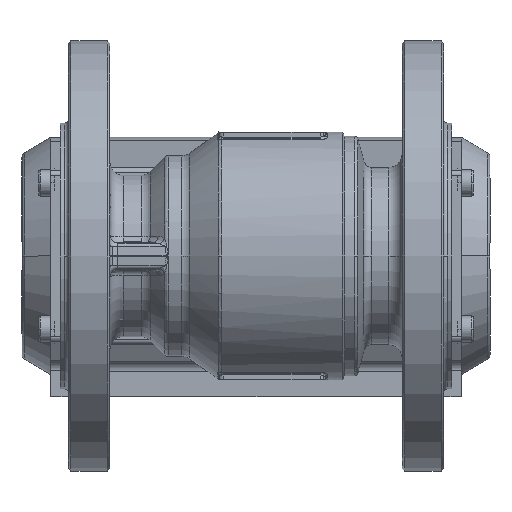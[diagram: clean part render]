
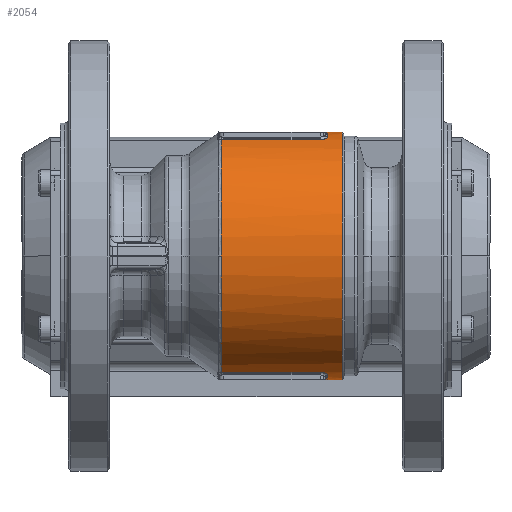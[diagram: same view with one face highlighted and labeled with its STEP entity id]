
A CAD part, front view. The second image highlights one B-rep face of the part: STEP entity #2054.
In plain terms, the highlighted cylindrical face has radius 47.5 mm (diameter 95 mm), a partial arc.
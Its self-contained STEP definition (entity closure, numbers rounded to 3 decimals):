
#2054=ADVANCED_FACE('',(#4989),#4990,.T.);
#4989=FACE_OUTER_BOUND('',#10059,.T.);
#4990=CYLINDRICAL_SURFACE('',#10060,47.5);
#10059=EDGE_LOOP('',(#16177,#16178,#16179,#16180,#16181,#16182,#16183,#16184,#16185,#16186,#16187,#16188,#16189,#16190,#16191));
#10060=AXIS2_PLACEMENT_3D('',#16192,#16193,#16194);
#16177=ORIENTED_EDGE('',*,*,#25257,.T.);
#16178=ORIENTED_EDGE('',*,*,#25987,.F.);
#16179=ORIENTED_EDGE('',*,*,#25271,.T.);
#16180=ORIENTED_EDGE('',*,*,#25887,.F.);
#16181=ORIENTED_EDGE('',*,*,#25870,.F.);
#16182=ORIENTED_EDGE('',*,*,#25874,.F.);
#16183=ORIENTED_EDGE('',*,*,#25321,.F.);
#16184=ORIENTED_EDGE('',*,*,#25880,.F.);
#16185=ORIENTED_EDGE('',*,*,#25988,.T.);
#16186=ORIENTED_EDGE('',*,*,#25255,.T.);
#16187=ORIENTED_EDGE('',*,*,#25947,.F.);
#16188=ORIENTED_EDGE('',*,*,#25286,.F.);
#16189=ORIENTED_EDGE('',*,*,#25954,.F.);
#16190=ORIENTED_EDGE('',*,*,#25957,.F.);
#16191=ORIENTED_EDGE('',*,*,#25968,.F.);
#16192=CARTESIAN_POINT('',(30.815,-1.25,0.));
#16193=DIRECTION('',(-1.0,0.0,0.0));
#16194=DIRECTION('',(0.0,0.,-1.0));
#25255=EDGE_CURVE('',#29844,#29848,#29850,.T.);
#25257=EDGE_CURVE('',#29852,#29326,#29853,.T.);
#25271=EDGE_CURVE('',#29322,#29878,#29880,.T.);
#25286=EDGE_CURVE('',#29905,#29907,#29908,.T.);
#25321=EDGE_CURVE('',#29967,#29969,#29970,.T.);
#25870=EDGE_CURVE('',#30778,#30773,#30780,.T.);
#25874=EDGE_CURVE('',#29969,#30778,#30784,.T.);
#25880=EDGE_CURVE('',#30791,#29967,#30793,.T.);
#25887=EDGE_CURVE('',#30773,#29878,#30801,.T.);
#25947=EDGE_CURVE('',#29907,#29848,#30874,.T.);
#25954=EDGE_CURVE('',#30881,#29905,#30883,.T.);
#25957=EDGE_CURVE('',#30886,#30881,#30888,.T.);
#25968=EDGE_CURVE('',#29852,#30886,#30902,.T.);
#25987=EDGE_CURVE('',#29322,#29326,#30924,.T.);
#25988=EDGE_CURVE('',#30791,#29844,#30925,.T.);
#29322=VERTEX_POINT('',#35656);
#29326=VERTEX_POINT('',#35661);
#29844=VERTEX_POINT('',#36452);
#29848=VERTEX_POINT('',#36456);
#29850=CIRCLE('',#36462,47.5);
#29852=VERTEX_POINT('',#36464);
#29853=LINE('',#36465,#36466);
#29878=VERTEX_POINT('',#36529);
#29880=LINE('',#36538,#36539);
#29905=VERTEX_POINT('',#36580);
#29907=VERTEX_POINT('',#36582);
#29908=LINE('',#36583,#36584);
#29967=VERTEX_POINT('',#36686);
#29969=VERTEX_POINT('',#36688);
#29970=LINE('',#36689,#36690);
#30773=VERTEX_POINT('',#38223);
#30778=VERTEX_POINT('',#38228);
#30780=CIRCLE('',#38230,47.5);
#30784=B_SPLINE_CURVE_WITH_KNOTS('',3,(#38238,#38239,#38240,#38241,#38242),.UNSPECIFIED.,.F.,.F.,(4,1,4),(0.,0.206,0.481),.UNSPECIFIED.);
#30791=VERTEX_POINT('',#38250);
#30793=B_SPLINE_CURVE_WITH_KNOTS('',3,(#38252,#38253,#38254,#38255),.UNSPECIFIED.,.F.,.F.,(4,4),(-0.098,0.),.UNSPECIFIED.);
#30801=B_SPLINE_CURVE_WITH_KNOTS('',3,(#38274,#38275,#38276,#38277,#38278,#38279,#38280,#38281),.UNSPECIFIED.,.F.,.F.,(4,1,1,2,4),(1.872,2.268,2.466,2.862,2.864),.UNSPECIFIED.);
#30874=B_SPLINE_CURVE_WITH_KNOTS('',3,(#38406,#38407,#38408,#38409),.UNSPECIFIED.,.F.,.F.,(4,4),(0.,0.098),.UNSPECIFIED.);
#30881=VERTEX_POINT('',#38421);
#30883=B_SPLINE_CURVE_WITH_KNOTS('',3,(#38423,#38424,#38425,#38426,#38427),.UNSPECIFIED.,.F.,.F.,(4,1,4),(0.,0.275,0.481),.UNSPECIFIED.);
#30886=VERTEX_POINT('',#38430);
#30888=CIRCLE('',#38432,47.5);
#30902=B_SPLINE_CURVE_WITH_KNOTS('',3,(#38460,#38461,#38462,#38463,#38464,#38465,#38466,#38467),.UNSPECIFIED.,.F.,.F.,(4,2,1,1,4),(-0.002,0.0,0.396,0.594,0.99),.UNSPECIFIED.);
#30924=CIRCLE('',#38497,47.5);
#30925=CIRCLE('',#38498,47.5);
#35656=CARTESIAN_POINT('',(53.634,-1.25,47.5));
#35661=CARTESIAN_POINT('',(53.634,-1.25,-47.5));
#36452=CARTESIAN_POINT('',(7.131,-48.75,0.));
#36456=CARTESIAN_POINT('',(7.131,-17.252,-44.723));
#36462=AXIS2_PLACEMENT_3D('',#46047,#46048,#46049);
#36464=CARTESIAN_POINT('',(47.1,-1.25,-47.5));
#36465=CARTESIAN_POINT('',(30.815,-1.25,-47.5));
#36466=VECTOR('',#46050,1.0);
#36529=CARTESIAN_POINT('',(47.1,-1.25,47.5));
#36538=CARTESIAN_POINT('',(30.815,-1.25,47.5));
#36539=VECTOR('',#46065,1.0);
#36580=CARTESIAN_POINT('',(45.1,-17.41,-44.667));
#36582=CARTESIAN_POINT('',(8.1,-17.41,-44.667));
#36583=CARTESIAN_POINT('',(30.815,-17.41,-44.667));
#36584=VECTOR('',#46080,37.);
#36686=CARTESIAN_POINT('',(8.1,-17.41,44.667));
#36688=CARTESIAN_POINT('',(45.1,-17.41,44.667));
#36689=CARTESIAN_POINT('',(30.815,-17.41,44.667));
#36690=VECTOR('',#46122,37.);
#38223=CARTESIAN_POINT('',(48.1,-10.846,46.521));
#38228=CARTESIAN_POINT('',(48.1,-14.472,45.623));
#38230=AXIS2_PLACEMENT_3D('',#46419,#46420,#46421);
#38238=CARTESIAN_POINT('',(45.1,-17.41,44.667));
#38239=CARTESIAN_POINT('',(45.787,-17.41,44.667));
#38240=CARTESIAN_POINT('',(47.382,-16.838,44.88));
#38241=CARTESIAN_POINT('',(48.1,-15.333,45.373));
#38242=CARTESIAN_POINT('',(48.1,-14.472,45.623));
#38250=CARTESIAN_POINT('',(7.131,-17.252,44.723));
#38252=CARTESIAN_POINT('',(7.131,-17.252,44.723));
#38253=CARTESIAN_POINT('',(7.439,-17.355,44.686));
#38254=CARTESIAN_POINT('',(7.772,-17.41,44.667));
#38255=CARTESIAN_POINT('',(8.1,-17.41,44.667));
#38274=CARTESIAN_POINT('',(48.1,-10.846,46.521));
#38275=CARTESIAN_POINT('',(48.1,-9.58,46.782));
#38276=CARTESIAN_POINT('',(47.955,-7.667,47.095));
#38277=CARTESIAN_POINT('',(47.574,-4.473,47.421));
#38278=CARTESIAN_POINT('',(47.291,-2.552,47.499));
#38279=CARTESIAN_POINT('',(47.102,-1.265,47.5));
#38280=CARTESIAN_POINT('',(47.101,-1.258,47.5));
#38281=CARTESIAN_POINT('',(47.1,-1.25,47.5));
#38406=CARTESIAN_POINT('',(8.1,-17.41,-44.667));
#38407=CARTESIAN_POINT('',(7.772,-17.41,-44.667));
#38408=CARTESIAN_POINT('',(7.439,-17.355,-44.686));
#38409=CARTESIAN_POINT('',(7.131,-17.252,-44.723));
#38421=CARTESIAN_POINT('',(48.1,-14.472,-45.623));
#38423=CARTESIAN_POINT('',(48.1,-14.472,-45.623));
#38424=CARTESIAN_POINT('',(48.1,-15.333,-45.373));
#38425=CARTESIAN_POINT('',(47.394,-16.828,-44.883));
#38426=CARTESIAN_POINT('',(45.787,-17.41,-44.667));
#38427=CARTESIAN_POINT('',(45.1,-17.41,-44.667));
#38430=CARTESIAN_POINT('',(48.1,-10.846,-46.521));
#38432=AXIS2_PLACEMENT_3D('',#46517,#46518,#46519);
#38460=CARTESIAN_POINT('',(47.1,-1.25,-47.5));
#38461=CARTESIAN_POINT('',(47.101,-1.258,-47.5));
#38462=CARTESIAN_POINT('',(47.102,-1.265,-47.5));
#38463=CARTESIAN_POINT('',(47.291,-2.552,-47.499));
#38464=CARTESIAN_POINT('',(47.574,-4.473,-47.421));
#38465=CARTESIAN_POINT('',(47.955,-7.667,-47.095));
#38466=CARTESIAN_POINT('',(48.1,-9.58,-46.782));
#38467=CARTESIAN_POINT('',(48.1,-10.846,-46.521));
#38497=AXIS2_PLACEMENT_3D('',#46547,#46548,#46549);
#38498=AXIS2_PLACEMENT_3D('',#46550,#46551,#46552);
#46047=CARTESIAN_POINT('',(7.131,-1.25,0.));
#46048=DIRECTION('',(1.0,0.0,0.0));
#46049=DIRECTION('',(0.0,0.,-1.0));
#46050=DIRECTION('',(1.0,-0.0,-0.0));
#46065=DIRECTION('',(-1.0,0.0,0.0));
#46080=DIRECTION('',(-1.0,0.0,0.0));
#46122=DIRECTION('',(1.0,0.0,0.0));
#46419=CARTESIAN_POINT('',(48.1,-1.25,0.));
#46420=DIRECTION('',(-1.0,0.0,0.0));
#46421=DIRECTION('',(0.0,-0.144,0.99));
#46517=CARTESIAN_POINT('',(48.1,-1.25,0.));
#46518=DIRECTION('',(-1.0,-0.0,0.0));
#46519=DIRECTION('',(0.0,-0.144,-0.99));
#46547=CARTESIAN_POINT('',(53.634,-1.25,0.));
#46548=DIRECTION('',(1.0,0.0,0.0));
#46549=DIRECTION('',(0.0,0.,1.0));
#46550=CARTESIAN_POINT('',(7.131,-1.25,0.));
#46551=DIRECTION('',(1.0,0.0,0.0));
#46552=DIRECTION('',(0.0,0.,-1.0));
